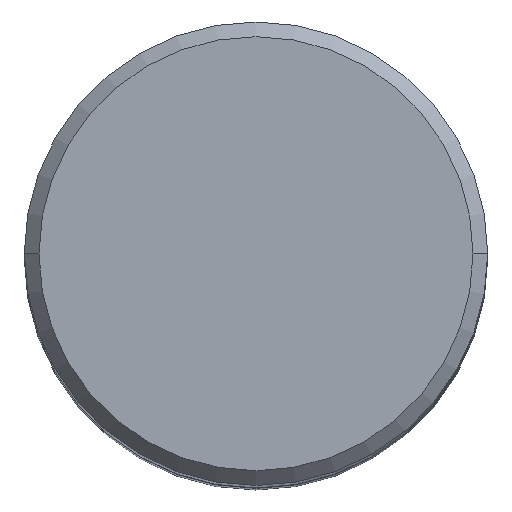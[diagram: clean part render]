
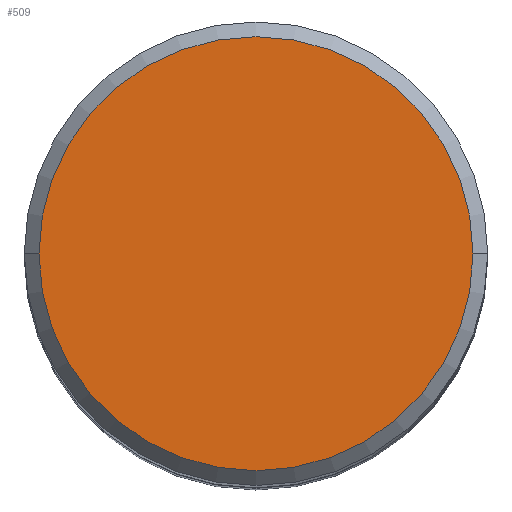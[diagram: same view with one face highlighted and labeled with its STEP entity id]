
A CAD part, top view. The second image highlights one B-rep face of the part: STEP entity #509.
In plain terms, the highlighted planar face has unit normal (0, 0, 1).
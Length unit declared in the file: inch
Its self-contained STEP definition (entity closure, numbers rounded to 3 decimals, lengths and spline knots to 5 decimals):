
#18 = EDGE_CURVE ( 'NONE', #180, #232, #198, .T. ) ;
#26 = CARTESIAN_POINT ( 'NONE',  ( -0.29495, 0., 0. ) ) ;
#54 = CIRCLE ( 'NONE', #296, 0.29495 ) ;
#56 = DIRECTION ( 'NONE',  ( 0., 0., 1. ) ) ;
#100 = ORIENTED_EDGE ( 'NONE', *, *, #18, .T. ) ;
#112 = CARTESIAN_POINT ( 'NONE',  ( 0.29495, 0., 0. ) ) ;
#180 = VERTEX_POINT ( 'NONE', #112 ) ;
#186 = ORIENTED_EDGE ( 'NONE', *, *, #537, .T. ) ;
#198 = CIRCLE ( 'NONE', #502, 0.29495 ) ;
#201 = AXIS2_PLACEMENT_3D ( 'NONE', #375, #536, #416 ) ;
#232 = VERTEX_POINT ( 'NONE', #26 ) ;
#285 = PLANE ( 'NONE',  #201 ) ;
#296 = AXIS2_PLACEMENT_3D ( 'NONE', #334, #447, #486 ) ;
#333 = EDGE_LOOP ( 'NONE', ( #186, #100 ) ) ;
#334 = CARTESIAN_POINT ( 'NONE',  ( 0., 0., 0. ) ) ;
#366 = FACE_OUTER_BOUND ( 'NONE', #333, .T. ) ;
#375 = CARTESIAN_POINT ( 'NONE',  ( 0., 0.29495, 0. ) ) ;
#416 = DIRECTION ( 'NONE',  ( -1., 0., 0. ) ) ;
#447 = DIRECTION ( 'NONE',  ( 0., 0., 1. ) ) ;
#454 = CARTESIAN_POINT ( 'NONE',  ( 0., 0., 0. ) ) ;
#486 = DIRECTION ( 'NONE',  ( 1., 0., 0. ) ) ;
#495 = DIRECTION ( 'NONE',  ( 1., 0., 0. ) ) ;
#502 = AXIS2_PLACEMENT_3D ( 'NONE', #454, #56, #495 ) ;
#509 = ADVANCED_FACE ( 'NONE', ( #366 ), #285, .F. ) ;
#536 = DIRECTION ( 'NONE',  ( 0., 0., -1. ) ) ;
#537 = EDGE_CURVE ( 'NONE', #232, #180, #54, .T. ) ;
